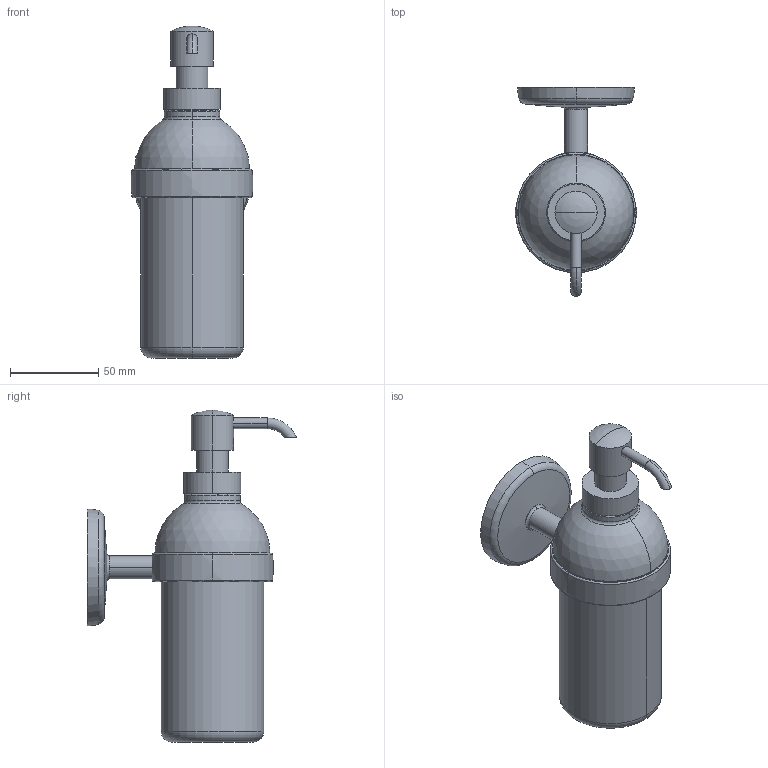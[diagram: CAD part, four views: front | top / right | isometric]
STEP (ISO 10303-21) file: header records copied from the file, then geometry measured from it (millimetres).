
FILE_DESCRIPTION((''),'2;1');
FILE_NAME('0314_WEB','2010-09-28T',('project'),(''),'PRO/ENGINEER BY PARAMETRIC TECHNOLOGY CORPORATION, 2009300','PRO/ENGINEER BY PARAMETRIC TECHNOLOGY CORPORATION, 2009300','');
FILE_SCHEMA(('CONFIG_CONTROL_DESIGN'));
Length unit declared in the file: inch
Products named in the file (1): 0314_WEB
Bounding box: 68.94 x 118.31 x 187.64 mm (x, y, z)
Volume: 399274.4 mm3; surface area: 57042.7 mm2
Topology: 3 solids, 4 shells, 420 faces, 1108 edges, 719 vertices
Faces by surface type: cylinder 193, plane 133, torus 41, bspline 31, sphere 16, cone 6
Entity records: 15433 total; most frequent: CARTESIAN_POINT 5235, ORIENTED_EDGE 2196, DIRECTION 2057, EDGE_CURVE 1100, AXIS2_PLACEMENT_3D 843, VERTEX_POINT 719, EDGE_LOOP 460, CIRCLE 453
